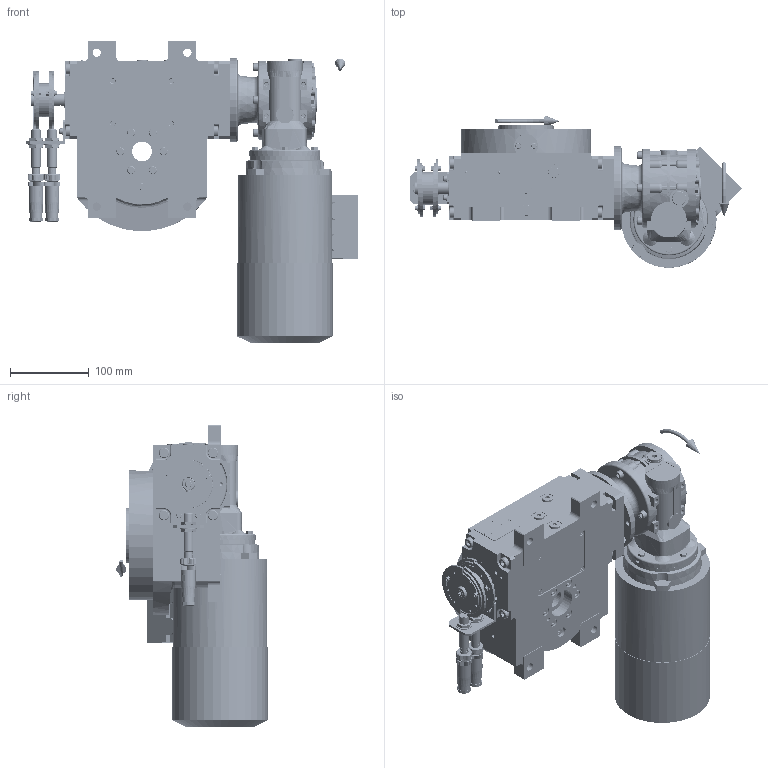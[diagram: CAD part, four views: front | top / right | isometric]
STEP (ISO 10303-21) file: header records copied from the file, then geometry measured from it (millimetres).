
FILE_DESCRIPTION (( 'STEP AP203' ), '1' );
FILE_NAME ('PC5201693.step', '2025-11-25T08:05:32', ( '' ), ( '' ), 'SwSTEP 2.0', 'SolidWorks 2020', '' );
FILE_SCHEMA (( 'CONFIG_CONTROL_DESIGN' ));
Length unit declared in the file: millimetre
Products named in the file (95): cfn2000_01_151; AS_rig04_004_s_002; cfn2151_01_092; PC5201693; RIG06_021_AF0.stp; cfn2128_04_011; CFN2356_03_051.stp; cfn2000_01_129; freccia_angolare; rig04_004_s_002; cfn2151_01_087; cfn2155_01_038; AS_900_00_00_005; cfn2000_01_147; cfn2107_01_001; AS_cfn2400_04_024; RIG04_005_ASM.stp; CFN2010_01_006.stp; rig04_001_a_001; CFN2104_02_017.stp; cfn2400_04_024; cfn2003_01_063; rig04_015; CFN2000_01_185.stp; cfn2000_01_184; rig04_002_bl_011; AS_cfn2476_01_001_48x38; rig04_004; cfn2205_01_012; CFN2155_01_007.stp; 900_38_30_003; rig04_003_6; cfn2128_05_006; 900_38_10_028; rig04_071_6_m.stp; AS_900_38_30_003; AS_rig04_071_6_m; cfn2155_01_186; cfn2476_01_001_48x38; AS_rig04_014_s_001 ...
Assembly tree (91 placements, depth 5):
  cfn2151_01_092
  PC5201693
    rig04_001_a_001
    AS_cfn2476_01_001_48x38
      cfn2476_01_001_48x38
      cfn2107_01_001
      cfn2107_01_001
    AS_rig04_071_6_m
      rig04_071_6_m.stp
        RIG04_005_ASM.stp
          RIG04_005_AF0.stp
          RIG06_021_AF0.stp
          CFN2000_01_185.stp
          CFN2000_01_185.stp
          CFN2104_02_017.stp
        CFN2155_01_007.stp
        CFN2010_02_002.stp
      rig04_003_6
      cfn2000_01_147
      cfn2000_01_147
      cfn2000_01_147
      cfn2000_01_147
      cfn2000_01_147
      cfn2000_01_147
      cfn2000_01_147
      cfn2000_01_147
      cfn2104_01_016  x2
    AS_rig04_014_s_001
      rig04_014_s_001
      cfn2000_01_151
      cfn2000_01_151
      cfn2000_01_151
      cfn2000_01_151
      cfn2000_01_151
      cfn2000_01_151
      cfn2155_01_186
    AS_rig04_004_s_002
      rig04_004_s_002
      cfn2155_01_038
      cfn2070_05_001
      cfn2000_01_129
      cfn2000_01_129  x2
      cfn2000_01_129
    AS_rig04_004
      rig04_004
      cfn2155_01_055
      cfn2070_05_001
      cfn2000_01_129  x2
      cfn2000_01_129
      cfn2000_01_129
    AS_rig04_002_bl_011
      rig04_002_bl_011
      cfn2115_02_068
    AS_rig04_004_s_001
      rig04_004_s_001
      cfn2000_01_129
      cfn2000_01_129
      cfn2000_01_129  x2
    cfn2128_04_011
    cfn2128_04_011
Bounding box: 420.63 x 191.99 x 382.99 mm (x, y, z)
Volume: 4852581.3 mm3; surface area: 780913.5 mm2
Topology: 91 solids, 91 shells, 6084 faces, 15406 edges, 9797 vertices
Faces by surface type: plane 2810, cylinder 2077, cone 1008, torus 165, bspline 18, sphere 6
Entity records: 168984 total; most frequent: CARTESIAN_POINT 40394, DIRECTION 25077, ORIENTED_EDGE 24562, EDGE_CURVE 12281, AXIS2_PLACEMENT_3D 9231, VERTEX_POINT 7887, VECTOR 6615, LINE 6615
